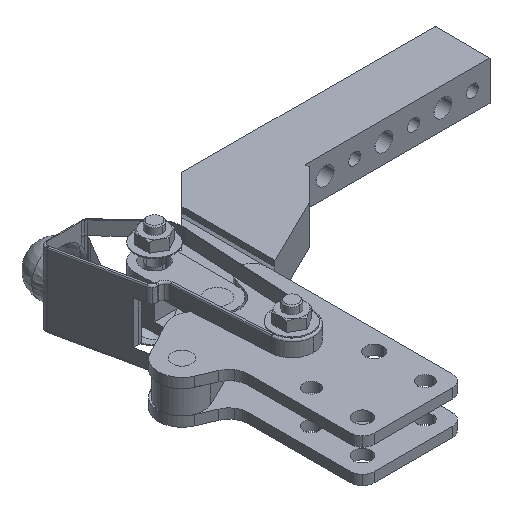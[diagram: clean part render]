
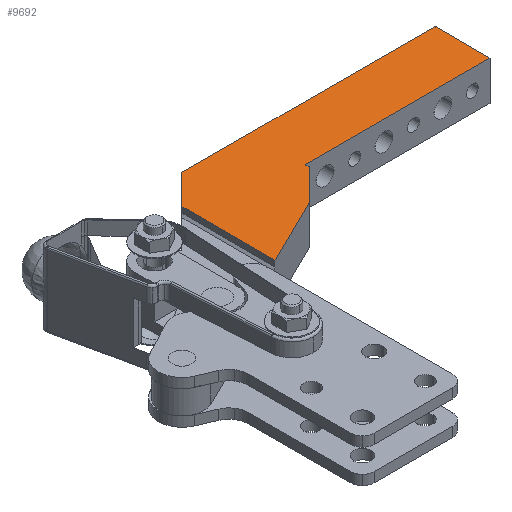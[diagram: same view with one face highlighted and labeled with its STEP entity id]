
A CAD part, isometric view. The second image highlights one B-rep face of the part: STEP entity #9692.
In plain terms, the highlighted planar face has unit normal (0, 0, 1).
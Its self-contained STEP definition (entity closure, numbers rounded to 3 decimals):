
#9365=CARTESIAN_POINT('',(536.792,181.28,-1.));
#9366=VERTEX_POINT('',#9365);
#9373=CARTESIAN_POINT('',(536.792,228.653,-1.));
#9374=VERTEX_POINT('',#9373);
#9375=CARTESIAN_POINT('',(536.792,228.653,-1.));
#9376=DIRECTION('',(0.,-1.,0.0));
#9377=VECTOR('',#9376,47.373);
#9378=LINE('',#9375,#9377);
#9379=EDGE_CURVE('',#9374,#9366,#9378,.T.);
#9610=CARTESIAN_POINT('',(551.792,243.653,-1.));
#9611=VERTEX_POINT('',#9610);
#9612=CARTESIAN_POINT('',(536.792,228.653,-1.));
#9613=DIRECTION('',(0.707,0.707,0.0));
#9614=VECTOR('',#9613,21.213);
#9615=LINE('',#9612,#9614);
#9616=EDGE_CURVE('',#9374,#9611,#9615,.T.);
#9637=CARTESIAN_POINT('',(468.04,159.94,-1.));
#9638=DIRECTION('',(0.0,0.0,1.0));
#9639=DIRECTION('',(1.,0.,0.0));
#9640=AXIS2_PLACEMENT_3D('',#9637,#9638,#9639);
#9641=PLANE('',#9640);
#9642=ORIENTED_EDGE('',*,*,#9379,.T.);
#9643=CARTESIAN_POINT('',(571.247,198.108,-1.));
#9644=VERTEX_POINT('',#9643);
#9645=CARTESIAN_POINT('',(571.247,198.108,-1.));
#9646=DIRECTION('',(-0.899,-0.439,0.0));
#9647=VECTOR('',#9646,38.345);
#9648=LINE('',#9645,#9647);
#9649=EDGE_CURVE('',#9644,#9366,#9648,.T.);
#9650=ORIENTED_EDGE('',*,*,#9649,.F.);
#9651=CARTESIAN_POINT('',(586.792,213.653,-1.));
#9652=VERTEX_POINT('',#9651);
#9653=CARTESIAN_POINT('',(586.792,213.653,-1.));
#9654=DIRECTION('',(-0.707,-0.707,0.0));
#9655=VECTOR('',#9654,21.984);
#9656=LINE('',#9653,#9655);
#9657=EDGE_CURVE('',#9652,#9644,#9656,.T.);
#9658=ORIENTED_EDGE('',*,*,#9657,.F.);
#9659=CARTESIAN_POINT('',(586.792,215.653,-1.));
#9660=VERTEX_POINT('',#9659);
#9661=CARTESIAN_POINT('',(586.792,215.653,-1.));
#9662=DIRECTION('',(0.,-1.,0.0));
#9663=VECTOR('',#9662,2.);
#9664=LINE('',#9661,#9663);
#9665=EDGE_CURVE('',#9660,#9652,#9664,.T.);
#9666=ORIENTED_EDGE('',*,*,#9665,.F.);
#9667=CARTESIAN_POINT('',(680.792,215.653,-1.));
#9668=VERTEX_POINT('',#9667);
#9669=CARTESIAN_POINT('',(680.792,215.653,-1.));
#9670=DIRECTION('',(-1.,0.,0.));
#9671=VECTOR('',#9670,94.);
#9672=LINE('',#9669,#9671);
#9673=EDGE_CURVE('',#9668,#9660,#9672,.T.);
#9674=ORIENTED_EDGE('',*,*,#9673,.F.);
#9675=CARTESIAN_POINT('',(680.792,243.653,-1.));
#9676=VERTEX_POINT('',#9675);
#9677=CARTESIAN_POINT('',(680.792,243.653,-1.));
#9678=DIRECTION('',(0.,-1.,0.0));
#9679=VECTOR('',#9678,28.);
#9680=LINE('',#9677,#9679);
#9681=EDGE_CURVE('',#9676,#9668,#9680,.T.);
#9682=ORIENTED_EDGE('',*,*,#9681,.F.);
#9683=CARTESIAN_POINT('',(551.792,243.653,-1.));
#9684=DIRECTION('',(1.,0.,0.));
#9685=VECTOR('',#9684,129.);
#9686=LINE('',#9683,#9685);
#9687=EDGE_CURVE('',#9611,#9676,#9686,.T.);
#9688=ORIENTED_EDGE('',*,*,#9687,.F.);
#9689=ORIENTED_EDGE('',*,*,#9616,.F.);
#9690=EDGE_LOOP('',(#9642,#9650,#9658,#9666,#9674,#9682,#9688,#9689));
#9691=FACE_OUTER_BOUND('',#9690,.T.);
#9692=ADVANCED_FACE('',(#9691),#9641,.T.);
